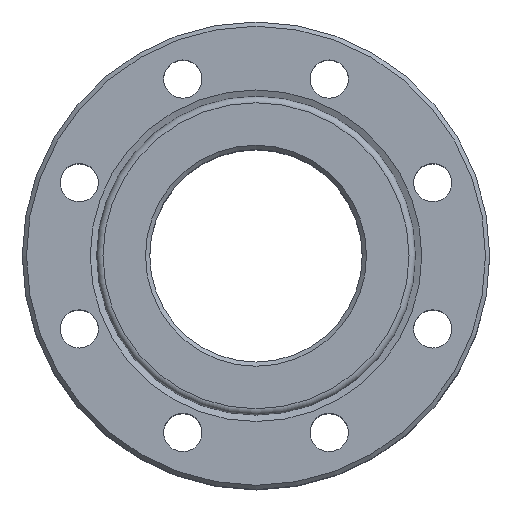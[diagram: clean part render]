
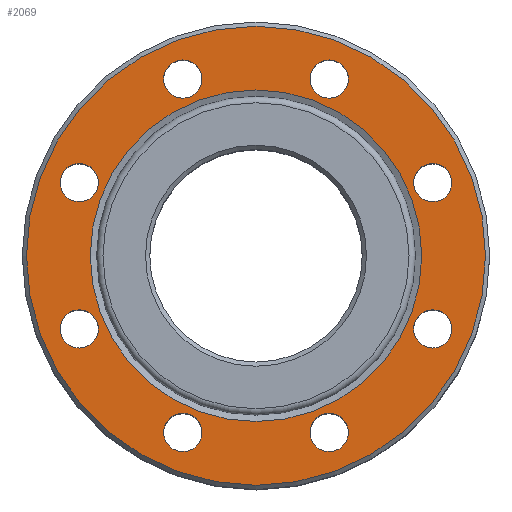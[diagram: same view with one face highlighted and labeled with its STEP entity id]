
A CAD part, top view. The second image highlights one B-rep face of the part: STEP entity #2069.
In plain terms, the highlighted planar face has unit normal (0, 0, 1).
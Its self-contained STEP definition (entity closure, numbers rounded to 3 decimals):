
#86=PLANE('',#2255);
#318=FACE_BOUND('',#561,.T.);
#319=FACE_BOUND('',#562,.T.);
#320=FACE_BOUND('',#563,.T.);
#321=FACE_BOUND('',#564,.T.);
#322=FACE_BOUND('',#565,.T.);
#323=FACE_BOUND('',#566,.T.);
#324=FACE_BOUND('',#567,.T.);
#325=FACE_BOUND('',#568,.T.);
#326=FACE_BOUND('',#569,.T.);
#421=FACE_OUTER_BOUND('',#560,.T.);
#560=EDGE_LOOP('',(#1793));
#561=EDGE_LOOP('',(#1794));
#562=EDGE_LOOP('',(#1795));
#563=EDGE_LOOP('',(#1796));
#564=EDGE_LOOP('',(#1797));
#565=EDGE_LOOP('',(#1798));
#566=EDGE_LOOP('',(#1799));
#567=EDGE_LOOP('',(#1800));
#568=EDGE_LOOP('',(#1801));
#569=EDGE_LOOP('',(#1802));
#670=CIRCLE('',#2254,108.);
#671=CIRCLE('',#2256,9.);
#672=CIRCLE('',#2257,9.);
#673=CIRCLE('',#2258,9.);
#674=CIRCLE('',#2259,9.);
#675=CIRCLE('',#2260,9.);
#676=CIRCLE('',#2261,9.);
#677=CIRCLE('',#2262,9.);
#678=CIRCLE('',#2263,9.);
#679=CIRCLE('',#2264,78.);
#967=VERTEX_POINT('',#4302);
#968=VERTEX_POINT('',#4306);
#969=VERTEX_POINT('',#4308);
#970=VERTEX_POINT('',#4310);
#971=VERTEX_POINT('',#4312);
#972=VERTEX_POINT('',#4314);
#973=VERTEX_POINT('',#4316);
#974=VERTEX_POINT('',#4318);
#975=VERTEX_POINT('',#4320);
#976=VERTEX_POINT('',#4322);
#1248=EDGE_CURVE('',#967,#967,#670,.T.);
#1249=EDGE_CURVE('',#968,#968,#671,.T.);
#1250=EDGE_CURVE('',#969,#969,#672,.T.);
#1251=EDGE_CURVE('',#970,#970,#673,.T.);
#1252=EDGE_CURVE('',#971,#971,#674,.T.);
#1253=EDGE_CURVE('',#972,#972,#675,.T.);
#1254=EDGE_CURVE('',#973,#973,#676,.T.);
#1255=EDGE_CURVE('',#974,#974,#677,.T.);
#1256=EDGE_CURVE('',#975,#975,#678,.T.);
#1257=EDGE_CURVE('',#976,#976,#679,.T.);
#1793=ORIENTED_EDGE('',*,*,#1248,.F.);
#1794=ORIENTED_EDGE('',*,*,#1249,.F.);
#1795=ORIENTED_EDGE('',*,*,#1250,.F.);
#1796=ORIENTED_EDGE('',*,*,#1251,.F.);
#1797=ORIENTED_EDGE('',*,*,#1252,.F.);
#1798=ORIENTED_EDGE('',*,*,#1253,.F.);
#1799=ORIENTED_EDGE('',*,*,#1254,.F.);
#1800=ORIENTED_EDGE('',*,*,#1255,.F.);
#1801=ORIENTED_EDGE('',*,*,#1256,.F.);
#1802=ORIENTED_EDGE('',*,*,#1257,.T.);
#2069=ADVANCED_FACE('',(#421,#318,#319,#320,#321,#322,#323,#324,#325,#326),
#86,.F.);
#2254=AXIS2_PLACEMENT_3D('',#4304,#2658,#2659);
#2255=AXIS2_PLACEMENT_3D('',#4305,#2660,#2661);
#2256=AXIS2_PLACEMENT_3D('',#4307,#2662,#2663);
#2257=AXIS2_PLACEMENT_3D('',#4309,#2664,#2665);
#2258=AXIS2_PLACEMENT_3D('',#4311,#2666,#2667);
#2259=AXIS2_PLACEMENT_3D('',#4313,#2668,#2669);
#2260=AXIS2_PLACEMENT_3D('',#4315,#2670,#2671);
#2261=AXIS2_PLACEMENT_3D('',#4317,#2672,#2673);
#2262=AXIS2_PLACEMENT_3D('',#4319,#2674,#2675);
#2263=AXIS2_PLACEMENT_3D('',#4321,#2676,#2677);
#2264=AXIS2_PLACEMENT_3D('',#4323,#2678,#2679);
#2658=DIRECTION('center_axis',(0.,0.,-1.));
#2659=DIRECTION('ref_axis',(1.,0.,0.));
#2660=DIRECTION('center_axis',(0.,0.,-1.));
#2661=DIRECTION('ref_axis',(-1.,0.,0.));
#2662=DIRECTION('center_axis',(0.,0.,1.));
#2663=DIRECTION('ref_axis',(1.,0.,0.));
#2664=DIRECTION('center_axis',(0.,0.,1.));
#2665=DIRECTION('ref_axis',(1.,0.,0.));
#2666=DIRECTION('center_axis',(0.,0.,1.));
#2667=DIRECTION('ref_axis',(1.,0.,0.));
#2668=DIRECTION('center_axis',(0.,0.,1.));
#2669=DIRECTION('ref_axis',(1.,0.,0.));
#2670=DIRECTION('center_axis',(0.,0.,1.));
#2671=DIRECTION('ref_axis',(1.,0.,0.));
#2672=DIRECTION('center_axis',(0.,0.,1.));
#2673=DIRECTION('ref_axis',(1.,0.,0.));
#2674=DIRECTION('center_axis',(0.,0.,1.));
#2675=DIRECTION('ref_axis',(1.,0.,0.));
#2676=DIRECTION('center_axis',(0.,0.,1.));
#2677=DIRECTION('ref_axis',(1.,0.,0.));
#2678=DIRECTION('center_axis',(0.,0.,-1.));
#2679=DIRECTION('ref_axis',(0.,1.,0.));
#4302=CARTESIAN_POINT('',(-108.,0.,63.5));
#4304=CARTESIAN_POINT('Origin',(0.,0.,63.5));
#4305=CARTESIAN_POINT('Origin',(0.,0.,63.5));
#4306=CARTESIAN_POINT('',(-92.149,34.442,63.5));
#4307=CARTESIAN_POINT('Origin',(-83.149,34.442,63.5));
#4308=CARTESIAN_POINT('',(-92.149,-34.442,63.5));
#4309=CARTESIAN_POINT('Origin',(-83.149,-34.442,63.5));
#4310=CARTESIAN_POINT('',(-43.442,-83.149,63.5));
#4311=CARTESIAN_POINT('Origin',(-34.442,-83.149,63.5));
#4312=CARTESIAN_POINT('',(25.442,-83.149,63.5));
#4313=CARTESIAN_POINT('Origin',(34.442,-83.149,63.5));
#4314=CARTESIAN_POINT('',(74.149,-34.442,63.5));
#4315=CARTESIAN_POINT('Origin',(83.149,-34.442,63.5));
#4316=CARTESIAN_POINT('',(74.149,34.442,63.5));
#4317=CARTESIAN_POINT('Origin',(83.149,34.442,63.5));
#4318=CARTESIAN_POINT('',(25.442,83.149,63.5));
#4319=CARTESIAN_POINT('Origin',(34.442,83.149,63.5));
#4320=CARTESIAN_POINT('',(-43.442,83.149,63.5));
#4321=CARTESIAN_POINT('Origin',(-34.442,83.149,63.5));
#4322=CARTESIAN_POINT('',(0.,-78.,63.5));
#4323=CARTESIAN_POINT('Origin',(0.,0.,63.5));
